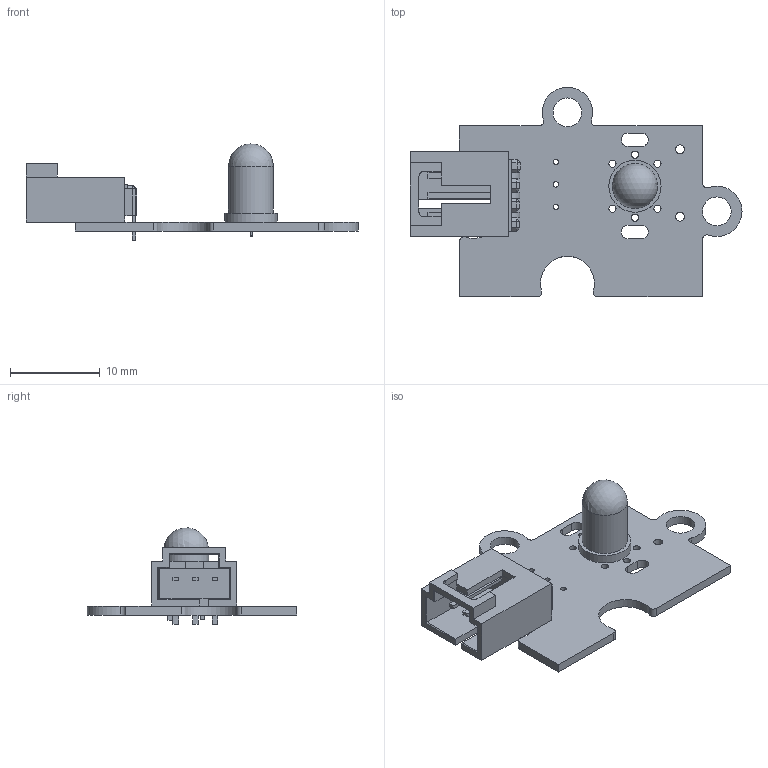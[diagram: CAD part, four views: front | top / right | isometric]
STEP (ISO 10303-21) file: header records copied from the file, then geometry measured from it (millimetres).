
FILE_DESCRIPTION(('FreeCAD Model'),'2;1');
FILE_NAME('Optopus_Led.step' ,'2014-08-12T19:12:17',('FreeCAD'),('FreeCAD'), 'Open CASCADE STEP processor 6.7','FreeCAD','Unknown');
FILE_SCHEMA(('AUTOMOTIVE_DESIGN_CC2 { 1 2 10303 214 -1 1 5 4 }'));
Length unit declared in the file: millimetre
Products named in the file (5): BaseLED; Conectores; AlojaConectores; Funda; Fusion004
Bounding box: 36.9 x 23.3 x 10.68 mm (x, y, z)
Volume: 924.1 mm3; surface area: 2139.1 mm2
Topology: 6 solids, 6 shells, 205 faces, 526 edges, 332 vertices
Faces by surface type: plane 165, cylinder 39, sphere 1
Full cylindrical faces by diameter (mm): 0.6 x3, 0.8 x6, 1 x2, 3.2 x2, 5 x1, 5.8 x1
Entity records: 14218 total; most frequent: CARTESIAN_POINT 2369, DIRECTION 1899, LINE 1256, VECTOR 1256, ORIENTED_EDGE 1056, PCURVE 1048, DEFINITIONAL_REPRESENTATION 1048, EDGE_CURVE 524
